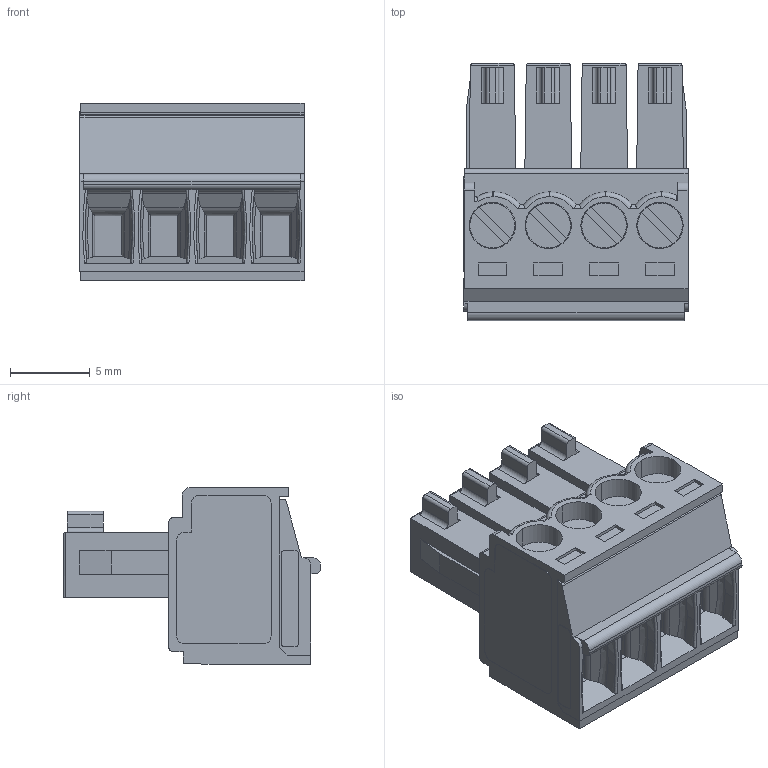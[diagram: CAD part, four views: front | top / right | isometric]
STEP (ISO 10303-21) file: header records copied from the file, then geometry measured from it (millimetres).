
FILE_DESCRIPTION(('STEP AP242'),'1');
FILE_NAME('1840382.stp','2024-03-25T18:07:54',('TraceParts'),('TraceParts S.A.'),'Spatial InterOp 3D',' ',' ');
FILE_SCHEMA(('AP242_MANAGED_MODEL_BASED_3D_ENGINEERING_MIM_LF {1 0 10303 442 1 1 4}'));
Length unit declared in the file: millimetre
Products named in the file (1): 1840382_1
Bounding box: 14.09 x 16.1 x 11.1 mm (x, y, z)
Volume: 1206.1 mm3; surface area: 2795.4 mm2
Topology: 13 solids, 13 shells, 753 faces, 2019 edges, 1324 vertices
Faces by surface type: plane 510, cylinder 202, torus 17, cone 16, bspline 8
Entity records: 33945 total; most frequent: CARTESIAN_POINT 7540, ORIENTED_EDGE 4038, DIRECTION 3886, EDGE_CURVE 2019, LINE 1456, VECTOR 1456, VERTEX_POINT 1324, AXIS2_PLACEMENT_3D 1215
